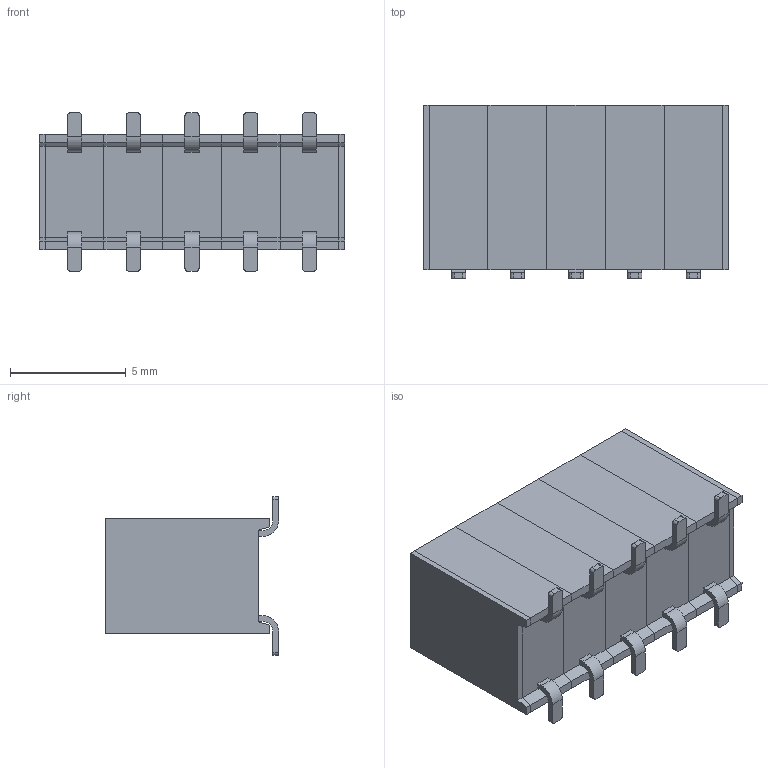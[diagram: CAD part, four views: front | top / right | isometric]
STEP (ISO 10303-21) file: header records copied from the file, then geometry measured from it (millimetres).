
FILE_DESCRIPTION (( 'STEP AP214' ), '1' );
FILE_NAME ('NPPC052KFMS-RC.STEP', '2024-10-24T22:39:01', ( '' ), ( '' ), 'SwSTEP 2.0', 'SolidWorks 2021', '' );
FILE_SCHEMA (( 'AUTOMOTIVE_DESIGN' ));
Length unit declared in the file: millimetre
Products named in the file (3): Pin - Gold; NPPC032KFMS-RC_C05S; NPPC052KFMS-RC
Assembly tree (6 placements, depth 2):
  NPPC052KFMS-RC
    NPPC032KFMS-RC_C05S
    Pin - Gold  x5
Bounding box: 13.21 x 7.49 x 6.86 mm (x, y, z)
Volume: 434.2 mm3; surface area: 872.6 mm2
Topology: 17 solids, 17 shells, 280 faces, 668 edges, 432 vertices
Faces by surface type: plane 240, cylinder 40
Entity records: 5293 total; most frequent: CARTESIAN_POINT 893, ORIENTED_EDGE 856, DIRECTION 830, EDGE_CURVE 428, LINE 412, VECTOR 412, VERTEX_POINT 272, AXIS2_PLACEMENT_3D 209
